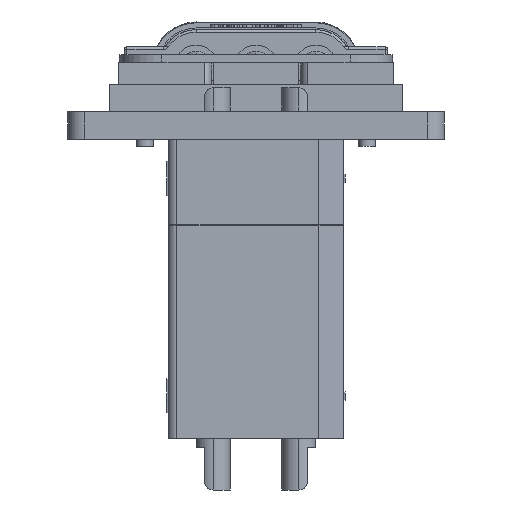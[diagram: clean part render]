
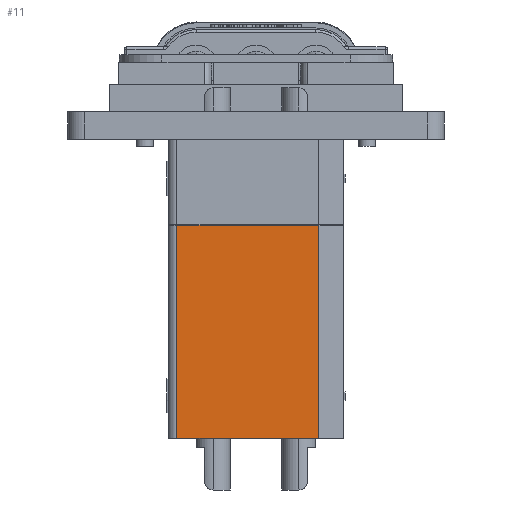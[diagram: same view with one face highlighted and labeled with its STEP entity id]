
A CAD part, front view. The second image highlights one B-rep face of the part: STEP entity #11.
In plain terms, the highlighted face is planar.
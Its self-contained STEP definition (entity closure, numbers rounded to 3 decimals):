
#11 = ADVANCED_FACE ( 'NONE', ( #23 ), #13138, .T. ) ;
#23 = FACE_OUTER_BOUND ( 'NONE', #17369, .T. ) ;
#204 = DIRECTION ( 'NONE',  ( 0., 0., 1. ) ) ;
#698 = CARTESIAN_POINT ( 'NONE',  ( 0., 8.792, 0.02 ) ) ;
#1279 = EDGE_CURVE ( 'NONE', #32319, #11584, #1370, .T. ) ;
#1370 = LINE ( 'NONE', #17925, #1998 ) ;
#1939 = AXIS2_PLACEMENT_3D ( 'NONE', #5879, #3478, #35522 ) ;
#1998 = VECTOR ( 'NONE', #23963, 1000. ) ;
#3478 = DIRECTION ( 'NONE',  ( -1., 0., 0. ) ) ;
#3954 = EDGE_CURVE ( 'NONE', #15926, #11584, #41233, .T. ) ;
#5181 = ORIENTED_EDGE ( 'NONE', *, *, #9467, .F. ) ;
#5879 = CARTESIAN_POINT ( 'NONE',  ( 0., 0., 0. ) ) ;
#6143 = VERTEX_POINT ( 'NONE', #7145 ) ;
#7145 = CARTESIAN_POINT ( 'NONE',  ( 0., 8.792, 12.48 ) ) ;
#7320 = CARTESIAN_POINT ( 'NONE',  ( 0., 8.792, 0. ) ) ;
#9467 = EDGE_CURVE ( 'NONE', #6143, #32319, #17578, .T. ) ;
#11584 = VERTEX_POINT ( 'NONE', #33355 ) ;
#13138 = PLANE ( 'NONE',  #1939 ) ;
#15926 = VERTEX_POINT ( 'NONE', #698 ) ;
#17369 = EDGE_LOOP ( 'NONE', ( #36762, #22256, #5181, #27433 ) ) ;
#17578 = LINE ( 'NONE', #27892, #21616 ) ;
#17925 = CARTESIAN_POINT ( 'NONE',  ( 0., 0.5, 0. ) ) ;
#18662 = DIRECTION ( 'NONE',  ( 0., -1., 0. ) ) ;
#21616 = VECTOR ( 'NONE', #24043, 1000. ) ;
#22256 = ORIENTED_EDGE ( 'NONE', *, *, #1279, .F. ) ;
#23963 = DIRECTION ( 'NONE',  ( 0., 0., -1. ) ) ;
#24043 = DIRECTION ( 'NONE',  ( 0., -1., 0. ) ) ;
#24746 = VECTOR ( 'NONE', #18662, 1000. ) ;
#25909 = VECTOR ( 'NONE', #204, 1000. ) ;
#27433 = ORIENTED_EDGE ( 'NONE', *, *, #37848, .F. ) ;
#27892 = CARTESIAN_POINT ( 'NONE',  ( 0., 0., 12.48 ) ) ;
#29865 = LINE ( 'NONE', #7320, #25909 ) ;
#30229 = CARTESIAN_POINT ( 'NONE',  ( 0., 0.5, 12.48 ) ) ;
#31108 = CARTESIAN_POINT ( 'NONE',  ( 0., 0., 0.02 ) ) ;
#32319 = VERTEX_POINT ( 'NONE', #30229 ) ;
#33355 = CARTESIAN_POINT ( 'NONE',  ( 0., 0.5, 0.02 ) ) ;
#35522 = DIRECTION ( 'NONE',  ( 0., 0., 1. ) ) ;
#36762 = ORIENTED_EDGE ( 'NONE', *, *, #3954, .T. ) ;
#37848 = EDGE_CURVE ( 'NONE', #15926, #6143, #29865, .T. ) ;
#41233 = LINE ( 'NONE', #31108, #24746 ) ;
